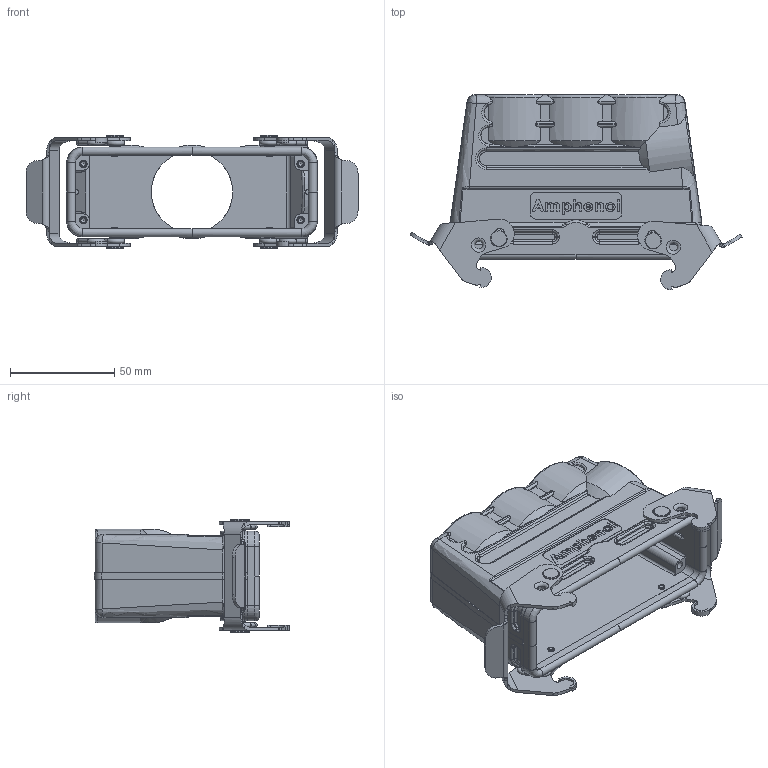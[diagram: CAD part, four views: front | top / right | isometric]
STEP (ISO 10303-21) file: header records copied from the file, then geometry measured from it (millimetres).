
FILE_DESCRIPTION(/* description */ (''),/* implementation_level */ '2;1');
FILE_NAME(/* name */ 'C146_21R024_803_8.stp',/* time_stamp */ '2017-01-16T12:47:33+01:00',/* author */ (''),/* organization */ (''),/* preprocessor_version */ 'ST-DEVELOPER v15',/* originating_system */ 'SIEMENS PLM Software NX 9.0',/* authorisation */ '');
FILE_SCHEMA (('AP203_CONFIGURATION_CONTROLLED_3D_DESIGN_OF_MECHANICAL_PARTS_AND_ASSEMBLIES_MIM_LF { 1 0 10303 403 2 1 2}'));
Length unit declared in the file: millimetre
Products named in the file (1): rsch11FC9226v3yw
Bounding box: 159.03 x 93.46 x 54.4 mm (x, y, z)
Volume: 22 mm3; surface area: 68380.2 mm2
Topology: 2 solids, 3 shells, 1096 faces, 2913 edges, 1826 vertices
Faces by surface type: plane 377, cylinder 326, bspline 218, extrusion 66, cone 59, torus 46, revolution 4
Full cylindrical faces by diameter (mm): 2.2 x4, 2.7 x4, 2.95 x4, 3 x4, 3.8 x4, 4.8 x4, 4.9 x4, 8 x4, 39.026 x1
Entity records: 40888 total; most frequent: CARTESIAN_POINT 16307, ORIENTED_EDGE 5496, DIRECTION 4530, EDGE_CURVE 2748, VERTEX_POINT 1768, AXIS2_PLACEMENT_3D 1652, EDGE_LOOP 1244, VECTOR 1222
